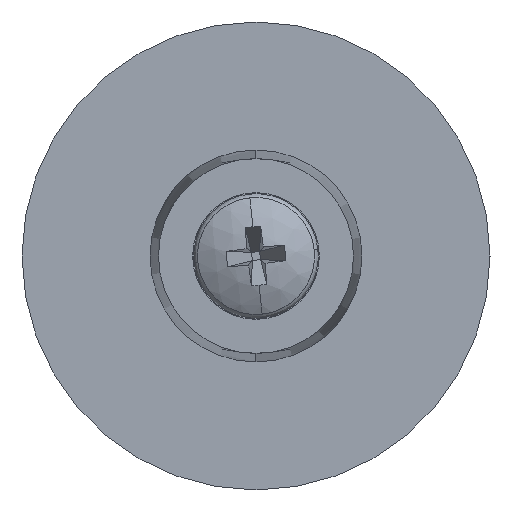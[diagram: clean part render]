
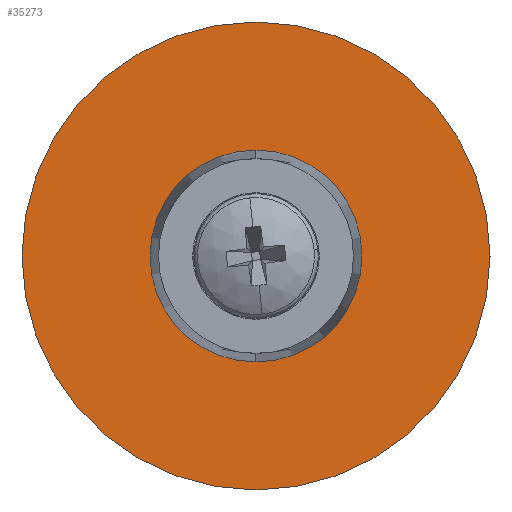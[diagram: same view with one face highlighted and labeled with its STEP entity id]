
A CAD part, left-side view. The second image highlights one B-rep face of the part: STEP entity #35273.
In plain terms, the highlighted planar face has unit normal (-1, 0, 0).
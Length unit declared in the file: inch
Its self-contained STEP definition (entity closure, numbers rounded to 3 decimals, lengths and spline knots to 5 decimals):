
#3855 = CARTESIAN_POINT ( 'NONE',  ( -3.34339, 1.6768, -1.28565 ) ) ;
#3872 = CARTESIAN_POINT ( 'NONE',  ( -3.34339, 1.6768, -0.45765 ) ) ;
#3873 = DIRECTION ( 'NONE',  ( 0., 0., 1. ) ) ;
#3874 = DIRECTION ( 'NONE',  ( -1., 0., 0. ) ) ;
#3875 = CARTESIAN_POINT ( 'NONE',  ( -3.34339, 1.6768, -0.87165 ) ) ;
#3876 = AXIS2_PLACEMENT_3D ( 'NONE', #3875, #3874, #3873 ) ;
#3877 = CIRCLE ( 'NONE', #3876, 0.414 ) ;
#3879 = CARTESIAN_POINT ( 'NONE',  ( -3.34339, 1.6768, -1.04565 ) ) ;
#3880 = CARTESIAN_POINT ( 'NONE',  ( -3.34339, 1.6768, -0.69765 ) ) ;
#3881 = DIRECTION ( 'NONE',  ( 0., 0., 1. ) ) ;
#3882 = DIRECTION ( 'NONE',  ( -1., 0., 0. ) ) ;
#3883 = CARTESIAN_POINT ( 'NONE',  ( -3.34339, 1.6768, -0.87165 ) ) ;
#3884 = AXIS2_PLACEMENT_3D ( 'NONE', #3883, #3882, #3881 ) ;
#3885 = CIRCLE ( 'NONE', #3884, 0.174 ) ;
#22662 = FACE_BOUND ( 'NONE', #35386, .T. ) ;
#22663 = FACE_OUTER_BOUND ( 'NONE', #35275, .T. ) ;
#22664 = DIRECTION ( 'NONE',  ( 0., 0., 1. ) ) ;
#22665 = DIRECTION ( 'NONE',  ( -1., 0., 0. ) ) ;
#22666 = AXIS2_PLACEMENT_3D ( 'NONE', #22673, #22665, #22664 ) ;
#22667 = CIRCLE ( 'NONE', #22666, 0.174 ) ;
#22673 = CARTESIAN_POINT ( 'NONE',  ( -3.34339, 1.6768, -0.87165 ) ) ;
#22684 = DIRECTION ( 'NONE',  ( 0., 0., 1. ) ) ;
#22685 = DIRECTION ( 'NONE',  ( -1., 0., 0. ) ) ;
#22686 = CARTESIAN_POINT ( 'NONE',  ( -3.34339, -3.99, -0.87165 ) ) ;
#22687 = AXIS2_PLACEMENT_3D ( 'NONE', #22686, #22685, #22684 ) ;
#22688 = PLANE ( 'NONE',  #22687 ) ;
#22795 = DIRECTION ( 'NONE',  ( 0., 0., 1. ) ) ;
#22796 = DIRECTION ( 'NONE',  ( -1., 0., 0. ) ) ;
#22797 = CARTESIAN_POINT ( 'NONE',  ( -3.34339, 1.6768, -0.87165 ) ) ;
#22798 = AXIS2_PLACEMENT_3D ( 'NONE', #22797, #22796, #22795 ) ;
#22799 = CIRCLE ( 'NONE', #22798, 0.414 ) ;
#35269 = EDGE_CURVE ( 'NONE', #55003, #55002, #22667, .T. ) ;
#35273 = ADVANCED_FACE ( 'NONE', ( #22663, #22662 ), #22688, .T. ) ;
#35275 = EDGE_LOOP ( 'NONE', ( #35276, #35380 ) ) ;
#35276 = ORIENTED_EDGE ( 'NONE', *, *, #55008, .T. ) ;
#35380 = ORIENTED_EDGE ( 'NONE', *, *, #35382, .T. ) ;
#35382 = EDGE_CURVE ( 'NONE', #55029, #55011, #22799, .T. ) ;
#35386 = EDGE_LOOP ( 'NONE', ( #35388, #35390 ) ) ;
#35388 = ORIENTED_EDGE ( 'NONE', *, *, #55001, .F. ) ;
#35390 = ORIENTED_EDGE ( 'NONE', *, *, #35269, .F. ) ;
#55001 = EDGE_CURVE ( 'NONE', #55002, #55003, #3885, .T. ) ;
#55002 = VERTEX_POINT ( 'NONE', #3880 ) ;
#55003 = VERTEX_POINT ( 'NONE', #3879 ) ;
#55008 = EDGE_CURVE ( 'NONE', #55011, #55029, #3877, .T. ) ;
#55011 = VERTEX_POINT ( 'NONE', #3872 ) ;
#55029 = VERTEX_POINT ( 'NONE', #3855 ) ;
